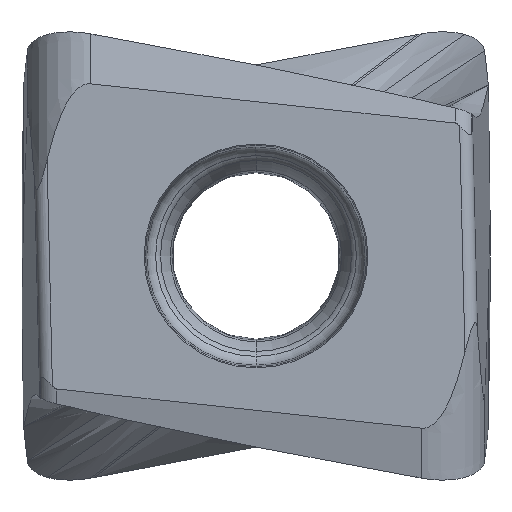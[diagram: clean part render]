
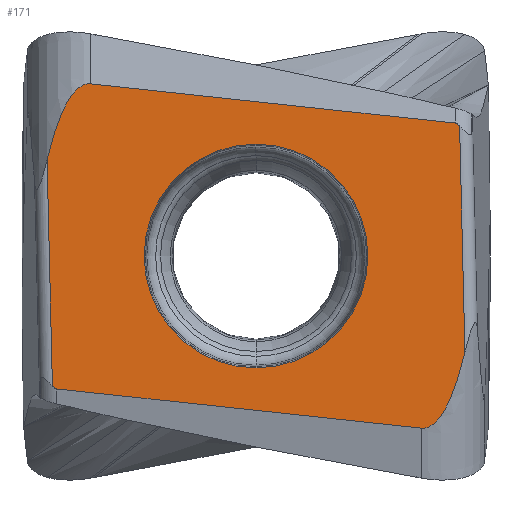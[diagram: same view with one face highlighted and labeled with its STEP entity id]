
A CAD part, front view. The second image highlights one B-rep face of the part: STEP entity #171.
In plain terms, the highlighted planar face has unit normal (0, -1, 0).
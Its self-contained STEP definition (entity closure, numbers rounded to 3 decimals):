
#121=PLANE('',#2488);
#143=FACE_BOUND('',#441,.T.);
#144=FACE_BOUND('',#442,.T.);
#171=ADVANCED_FACE('',(#143,#144),#121,.T.);
#441=EDGE_LOOP('',(#591,#592,#593,#594,#595,#596,#597,#598));
#442=EDGE_LOOP('',(#599,#600,#601,#602));
#591=ORIENTED_EDGE('',*,*,#1499,.F.);
#592=ORIENTED_EDGE('',*,*,#1500,.F.);
#593=ORIENTED_EDGE('',*,*,#1501,.T.);
#594=ORIENTED_EDGE('',*,*,#1502,.T.);
#595=ORIENTED_EDGE('',*,*,#1503,.F.);
#596=ORIENTED_EDGE('',*,*,#1504,.F.);
#597=ORIENTED_EDGE('',*,*,#1505,.T.);
#598=ORIENTED_EDGE('',*,*,#1506,.T.);
#599=ORIENTED_EDGE('',*,*,#1497,.T.);
#600=ORIENTED_EDGE('',*,*,#1495,.T.);
#601=ORIENTED_EDGE('',*,*,#1494,.T.);
#602=ORIENTED_EDGE('',*,*,#1498,.T.);
#1273=VERTEX_POINT('',#3214);
#1274=VERTEX_POINT('',#3216);
#1275=VERTEX_POINT('',#3218);
#1276=VERTEX_POINT('',#3222);
#1277=VERTEX_POINT('',#3226);
#1278=VERTEX_POINT('',#3227);
#1279=VERTEX_POINT('',#3238);
#1280=VERTEX_POINT('',#3240);
#1281=VERTEX_POINT('',#3265);
#1282=VERTEX_POINT('',#3267);
#1283=VERTEX_POINT('',#3278);
#1284=VERTEX_POINT('',#3280);
#1494=EDGE_CURVE('',#1274,#1273,#2031,.T.);
#1495=EDGE_CURVE('',#1275,#1274,#2032,.T.);
#1497=EDGE_CURVE('',#1276,#1275,#2034,.T.);
#1498=EDGE_CURVE('',#1273,#1276,#2035,.T.);
#1499=EDGE_CURVE('',#1277,#1278,#2152,.T.);
#1500=EDGE_CURVE('',#1279,#1277,#1855,.T.);
#1501=EDGE_CURVE('',#1279,#1280,#2153,.T.);
#1502=EDGE_CURVE('',#1280,#1281,#1856,.T.);
#1503=EDGE_CURVE('',#1282,#1281,#2154,.T.);
#1504=EDGE_CURVE('',#1283,#1282,#1857,.T.);
#1505=EDGE_CURVE('',#1283,#1284,#2155,.T.);
#1506=EDGE_CURVE('',#1284,#1278,#1858,.T.);
#1855=B_SPLINE_CURVE_WITH_KNOTS('',3,(#3228,#3229,#3230,#3231,#3232,#3233,
#3234,#3235,#3236,#3237),.UNSPECIFIED.,.F.,.F.,(4,1,1,1,1,1,1,4),(0.,0.143,
0.286,0.429,0.571,0.714,0.857,
1.),.UNSPECIFIED.);
#1856=B_SPLINE_CURVE_WITH_KNOTS('',3,(#3241,#3242,#3243,#3244,#3245,#3246,
#3247,#3248,#3249,#3250,#3251,#3252,#3253,#3254,#3255,#3256,#3257,#3258,
#3259,#3260,#3261,#3262,#3263,#3264),.UNSPECIFIED.,.F.,.F.,(4,1,1,1,1,1,
1,1,1,1,1,1,1,1,1,1,1,1,1,1,1,4),(0.,0.048,0.095,0.143,
0.19,0.238,0.286,0.333,0.381,
0.429,0.476,0.524,0.571,0.619,
0.667,0.714,0.762,0.81,0.857,
0.905,0.952,1.),.UNSPECIFIED.);
#1857=B_SPLINE_CURVE_WITH_KNOTS('',3,(#3268,#3269,#3270,#3271,#3272,#3273,
#3274,#3275,#3276,#3277),.UNSPECIFIED.,.F.,.F.,(4,1,1,1,1,1,1,4),(0.,0.143,
0.286,0.429,0.571,0.714,0.857,
1.),.UNSPECIFIED.);
#1858=B_SPLINE_CURVE_WITH_KNOTS('',3,(#3281,#3282,#3283,#3284,#3285,#3286,
#3287,#3288,#3289,#3290,#3291,#3292,#3293,#3294,#3295,#3296,#3297,#3298,
#3299,#3300,#3301,#3302,#3303,#3304),.UNSPECIFIED.,.F.,.F.,(4,1,1,1,1,1,
1,1,1,1,1,1,1,1,1,1,1,1,1,1,1,4),(0.,0.048,0.095,0.143,
0.19,0.238,0.286,0.333,0.381,
0.429,0.476,0.524,0.571,0.619,
0.667,0.714,0.762,0.81,0.857,
0.905,0.952,1.),.UNSPECIFIED.);
#2031=CIRCLE('',#2481,2.988);
#2032=CIRCLE('',#2482,2.988);
#2034=CIRCLE('',#2485,2.988);
#2035=CIRCLE('',#2486,2.988);
#2152=LINE('',#3225,#2273);
#2153=LINE('',#3239,#2274);
#2154=LINE('',#3266,#2275);
#2155=LINE('',#3279,#2276);
#2273=VECTOR('',#2654,1.);
#2274=VECTOR('',#2655,1.);
#2275=VECTOR('',#2656,1.);
#2276=VECTOR('',#2657,1.);
#2481=AXIS2_PLACEMENT_3D('',#3215,#2640,#2641);
#2482=AXIS2_PLACEMENT_3D('',#3217,#2642,#2643);
#2485=AXIS2_PLACEMENT_3D('',#3221,#2648,#2649);
#2486=AXIS2_PLACEMENT_3D('',#3223,#2650,#2651);
#2488=AXIS2_PLACEMENT_3D('',#3305,#2658,#2659);
#2640=DIRECTION('',(0.,1.,0.));
#2641=DIRECTION('',(0.005,0.,1.));
#2642=DIRECTION('',(0.,1.,0.));
#2643=DIRECTION('',(0.,0.,1.));
#2648=DIRECTION('',(0.,1.,0.));
#2649=DIRECTION('',(-0.005,0.,-1.));
#2650=DIRECTION('',(0.,1.,0.));
#2651=DIRECTION('',(0.,0.,-1.));
#2654=DIRECTION('',(-0.024,0.,1.));
#2655=DIRECTION('',(0.994,0.,-0.107));
#2656=DIRECTION('',(0.024,0.,-1.));
#2657=DIRECTION('',(-0.994,0.,0.107));
#2658=DIRECTION('',(0.,-1.,0.));
#2659=DIRECTION('',(1.,0.,0.024));
#3214=CARTESIAN_POINT('',(0.,0.,-2.988));
#3215=CARTESIAN_POINT('',(0.,0.,0.));
#3216=CARTESIAN_POINT('',(0.016,0.,2.988));
#3217=CARTESIAN_POINT('',(0.,0.,0.));
#3218=CARTESIAN_POINT('',(0.,0.,2.988));
#3221=CARTESIAN_POINT('',(0.,0.,0.));
#3222=CARTESIAN_POINT('',(-0.016,0.,-2.988));
#3223=CARTESIAN_POINT('',(0.,0.,0.));
#3225=CARTESIAN_POINT('',(-5.437,0.,-3.475));
#3226=CARTESIAN_POINT('',(-5.437,0.,-3.475));
#3227=CARTESIAN_POINT('',(-5.58,0.,2.569));
#3228=CARTESIAN_POINT('',(-5.32,0.,-3.55));
#3229=CARTESIAN_POINT('',(-5.325,0.,-3.549));
#3230=CARTESIAN_POINT('',(-5.334,0.,-3.547));
#3231=CARTESIAN_POINT('',(-5.349,0.,-3.543));
#3232=CARTESIAN_POINT('',(-5.365,0.,-3.536));
#3233=CARTESIAN_POINT('',(-5.382,0.,-3.526));
#3234=CARTESIAN_POINT('',(-5.4,0.,-3.513));
#3235=CARTESIAN_POINT('',(-5.418,0.,-3.496));
#3236=CARTESIAN_POINT('',(-5.431,0.,-3.482));
#3237=CARTESIAN_POINT('',(-5.437,0.,-3.475));
#3238=CARTESIAN_POINT('',(-5.32,0.,-3.55));
#3239=CARTESIAN_POINT('',(-5.32,0.,-3.55));
#3240=CARTESIAN_POINT('',(4.422,0.,-4.598));
#3241=CARTESIAN_POINT('',(4.422,0.,-4.598));
#3242=CARTESIAN_POINT('',(4.434,0.,-4.6));
#3243=CARTESIAN_POINT('',(4.459,0.,-4.601));
#3244=CARTESIAN_POINT('',(4.496,0.,-4.599));
#3245=CARTESIAN_POINT('',(4.533,0.,-4.593));
#3246=CARTESIAN_POINT('',(4.572,0.,-4.583));
#3247=CARTESIAN_POINT('',(4.612,0.,-4.568));
#3248=CARTESIAN_POINT('',(4.653,0.,-4.547));
#3249=CARTESIAN_POINT('',(4.698,0.,-4.52));
#3250=CARTESIAN_POINT('',(4.745,0.,-4.484));
#3251=CARTESIAN_POINT('',(4.796,0.,-4.439));
#3252=CARTESIAN_POINT('',(4.85,0.,-4.382));
#3253=CARTESIAN_POINT('',(4.906,0.,-4.313));
#3254=CARTESIAN_POINT('',(4.965,0.,-4.231));
#3255=CARTESIAN_POINT('',(5.026,0.,-4.133));
#3256=CARTESIAN_POINT('',(5.089,0.,-4.019));
#3257=CARTESIAN_POINT('',(5.155,0.,-3.886));
#3258=CARTESIAN_POINT('',(5.222,0.,-3.733));
#3259=CARTESIAN_POINT('',(5.291,0.,-3.557));
#3260=CARTESIAN_POINT('',(5.362,0.,-3.356));
#3261=CARTESIAN_POINT('',(5.434,0.,-3.128));
#3262=CARTESIAN_POINT('',(5.506,0.,-2.869));
#3263=CARTESIAN_POINT('',(5.556,0.,-2.673));
#3264=CARTESIAN_POINT('',(5.58,0.,-2.569));
#3265=CARTESIAN_POINT('',(5.58,0.,-2.569));
#3266=CARTESIAN_POINT('',(5.437,0.,3.475));
#3267=CARTESIAN_POINT('',(5.437,0.,3.475));
#3268=CARTESIAN_POINT('',(5.32,0.,3.55));
#3269=CARTESIAN_POINT('',(5.325,0.,3.549));
#3270=CARTESIAN_POINT('',(5.334,0.,3.547));
#3271=CARTESIAN_POINT('',(5.349,0.,3.543));
#3272=CARTESIAN_POINT('',(5.365,0.,3.536));
#3273=CARTESIAN_POINT('',(5.382,0.,3.526));
#3274=CARTESIAN_POINT('',(5.4,0.,3.513));
#3275=CARTESIAN_POINT('',(5.418,0.,3.496));
#3276=CARTESIAN_POINT('',(5.431,0.,3.482));
#3277=CARTESIAN_POINT('',(5.437,0.,3.475));
#3278=CARTESIAN_POINT('',(5.32,0.,3.55));
#3279=CARTESIAN_POINT('',(5.32,0.,3.55));
#3280=CARTESIAN_POINT('',(-4.422,0.,4.598));
#3281=CARTESIAN_POINT('',(-4.422,0.,4.598));
#3282=CARTESIAN_POINT('',(-4.434,0.,4.6));
#3283=CARTESIAN_POINT('',(-4.459,0.,4.601));
#3284=CARTESIAN_POINT('',(-4.496,0.,4.599));
#3285=CARTESIAN_POINT('',(-4.533,0.,4.593));
#3286=CARTESIAN_POINT('',(-4.572,0.,4.583));
#3287=CARTESIAN_POINT('',(-4.612,0.,4.568));
#3288=CARTESIAN_POINT('',(-4.653,0.,4.547));
#3289=CARTESIAN_POINT('',(-4.698,0.,4.52));
#3290=CARTESIAN_POINT('',(-4.745,0.,4.484));
#3291=CARTESIAN_POINT('',(-4.796,0.,4.439));
#3292=CARTESIAN_POINT('',(-4.85,0.,4.382));
#3293=CARTESIAN_POINT('',(-4.906,0.,4.313));
#3294=CARTESIAN_POINT('',(-4.965,0.,4.231));
#3295=CARTESIAN_POINT('',(-5.026,0.,4.133));
#3296=CARTESIAN_POINT('',(-5.089,0.,4.019));
#3297=CARTESIAN_POINT('',(-5.155,0.,3.886));
#3298=CARTESIAN_POINT('',(-5.222,0.,3.733));
#3299=CARTESIAN_POINT('',(-5.291,0.,3.557));
#3300=CARTESIAN_POINT('',(-5.362,0.,3.356));
#3301=CARTESIAN_POINT('',(-5.434,0.,3.128));
#3302=CARTESIAN_POINT('',(-5.506,0.,2.869));
#3303=CARTESIAN_POINT('',(-5.556,0.,2.673));
#3304=CARTESIAN_POINT('',(-5.58,0.,2.569));
#3305=CARTESIAN_POINT('',(-5.351,0.,-7.129));
